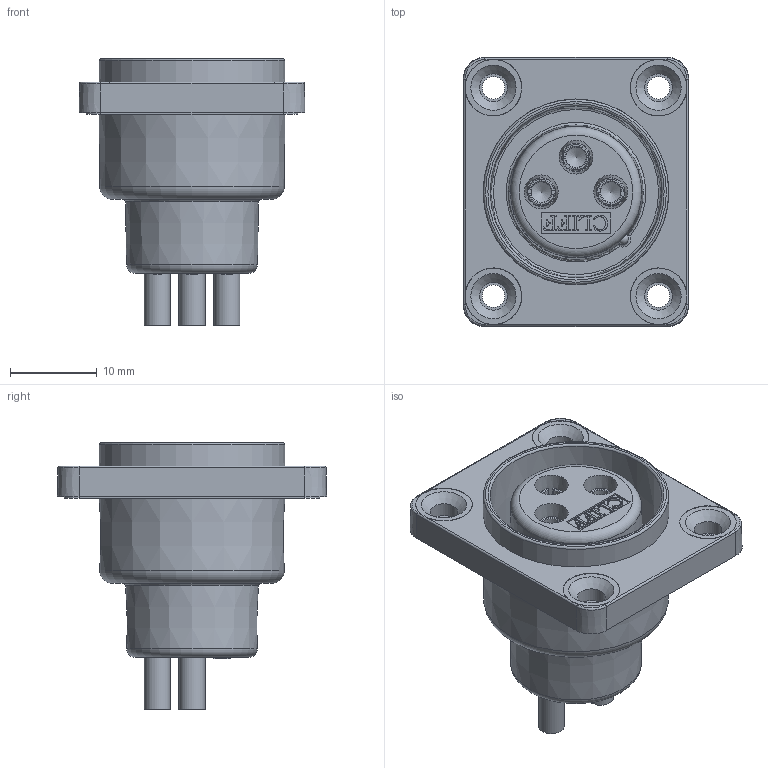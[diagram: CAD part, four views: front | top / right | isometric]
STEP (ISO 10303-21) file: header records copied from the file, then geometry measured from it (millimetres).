
FILE_DESCRIPTION(/* description */ (''),/* implementation_level */ '2;1');
FILE_NAME(/* name */ 'CP30070.stp',/* time_stamp */ '2019-09-24T09:46:29+01:00',/* author */ ('tottley'),/* organization */ (''),/* preprocessor_version */ 'ST-DEVELOPER v18',/* originating_system */ 'Autodesk Inventor 2020',/* authorisation */ '');
FILE_SCHEMA (('AUTOMOTIVE_DESIGN { 1 0 10303 214 3 1 1 }'));
Length unit declared in the file: millimetre
Products named in the file (1): Part1
Bounding box: 26 x 31 x 30.7 mm (x, y, z)
Volume: 6480.3 mm3; surface area: 6606.8 mm2
Topology: 1 solids, 7 shells, 363 faces, 973 edges, 650 vertices
Faces by surface type: plane 185, bspline 65, cone 54, cylinder 45, torus 13, sphere 1
Full cylindrical faces by diameter (mm): 2.1 x3, 2.36 x3, 2.6 x4, 3 x3, 3.18 x9, 3.2 x4, 4 x3, 4.2 x3, 6.5 x4
Entity records: 12507 total; most frequent: CARTESIAN_POINT 3276, ORIENTED_EDGE 1932, DIRECTION 1643, EDGE_CURVE 966, VERTEX_POINT 650, AXIS2_PLACEMENT_3D 550, LINE 543, VECTOR 543
